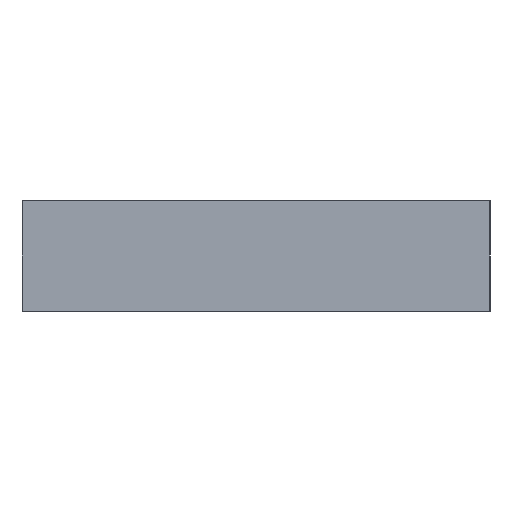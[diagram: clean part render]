
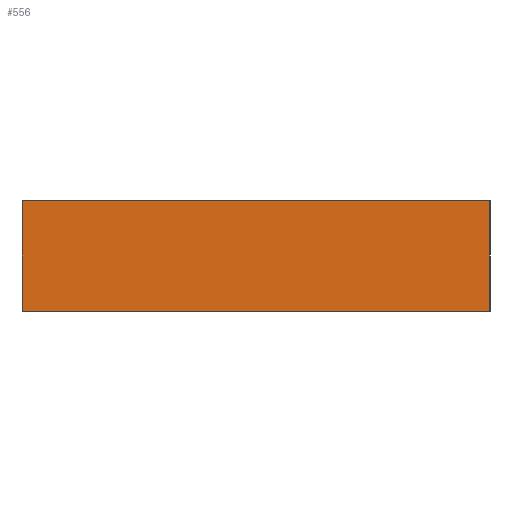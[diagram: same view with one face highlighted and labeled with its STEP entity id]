
A CAD part, left-side view. The second image highlights one B-rep face of the part: STEP entity #556.
In plain terms, the highlighted planar face has unit normal (-1, 0, 0).
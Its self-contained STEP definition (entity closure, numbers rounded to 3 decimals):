
#15=DIRECTION('',(0.,-1.,0.));
#16=VECTOR('',#15,25.4);
#17=CARTESIAN_POINT('',(-19.05,12.7,0.));
#18=LINE('',#17,#16);
#115=DIRECTION('',(0.,0.,1.));
#116=VECTOR('',#115,6.);
#117=CARTESIAN_POINT('',(-19.05,12.7,0.));
#118=LINE('',#117,#116);
#127=DIRECTION('',(0.,0.,1.));
#128=VECTOR('',#127,6.);
#129=CARTESIAN_POINT('',(-19.05,-12.7,0.));
#130=LINE('',#129,#128);
#131=DIRECTION('',(0.,-1.,0.));
#132=VECTOR('',#131,25.4);
#133=CARTESIAN_POINT('',(-19.05,12.7,6.));
#134=LINE('',#133,#132);
#359=CARTESIAN_POINT('',(-19.05,12.7,0.));
#360=CARTESIAN_POINT('',(-19.05,-12.7,0.));
#361=VERTEX_POINT('',#359);
#362=VERTEX_POINT('',#360);
#367=CARTESIAN_POINT('',(-19.05,12.7,6.));
#368=CARTESIAN_POINT('',(-19.05,-12.7,6.));
#369=VERTEX_POINT('',#367);
#370=VERTEX_POINT('',#368);
#542=CARTESIAN_POINT('',(-19.05,12.7,0.));
#543=DIRECTION('',(-1.,0.,0.));
#544=DIRECTION('',(0.,-1.,0.));
#545=AXIS2_PLACEMENT_3D('',#542,#543,#544);
#546=PLANE('',#545);
#547=ORIENTED_EDGE('',*,*,#476,.F.);
#549=ORIENTED_EDGE('',*,*,#548,.T.);
#551=ORIENTED_EDGE('',*,*,#550,.T.);
#553=ORIENTED_EDGE('',*,*,#552,.F.);
#554=EDGE_LOOP('',(#547,#549,#551,#553));
#555=FACE_OUTER_BOUND('',#554,.F.);
#556=ADVANCED_FACE('',(#555),#546,.T.);
#476=EDGE_CURVE('',#361,#362,#18,.T.);
#548=EDGE_CURVE('',#361,#369,#118,.T.);
#550=EDGE_CURVE('',#369,#370,#134,.T.);
#552=EDGE_CURVE('',#362,#370,#130,.T.);
